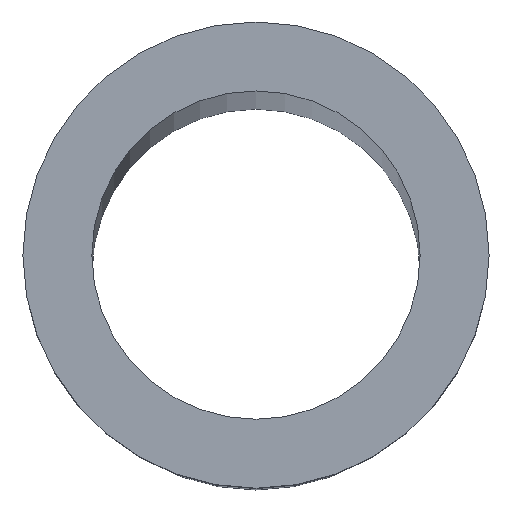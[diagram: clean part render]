
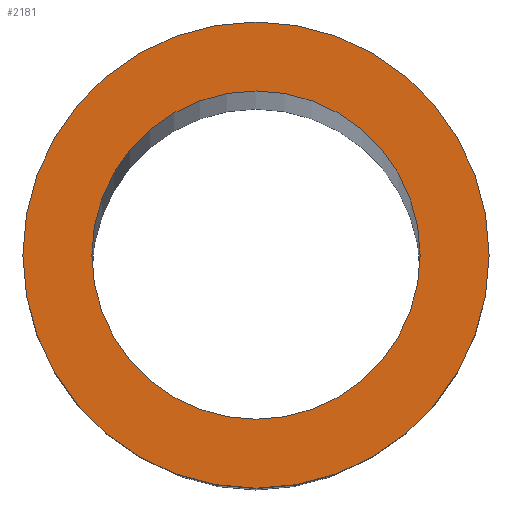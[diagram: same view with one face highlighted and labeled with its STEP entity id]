
A CAD part, top view. The second image highlights one B-rep face of the part: STEP entity #2181.
In plain terms, the highlighted planar face has unit normal (0, 0, 1).
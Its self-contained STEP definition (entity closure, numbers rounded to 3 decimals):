
#96 = CARTESIAN_POINT ( 'NONE',  ( 0., 0., 0. ) ) ;
#97 = DIRECTION ( 'NONE',  ( 0., 0., 1. ) ) ;
#98 = DIRECTION ( 'NONE',  ( 1., 0., 0. ) ) ;
#99 = CARTESIAN_POINT ( 'NONE',  ( 0., 0., 0. ) ) ;
#100 = DIRECTION ( 'NONE',  ( 0., 0., 1. ) ) ;
#101 = DIRECTION ( 'NONE',  ( 1., 0., 0. ) ) ;
#108 = CARTESIAN_POINT ( 'NONE',  ( 0., 0., 0. ) ) ;
#109 = DIRECTION ( 'NONE',  ( 0., 0., 1. ) ) ;
#110 = DIRECTION ( 'NONE',  ( 1., 0., 0. ) ) ;
#118 = CARTESIAN_POINT ( 'NONE',  ( 0., 0., 0. ) ) ;
#119 = DIRECTION ( 'NONE',  ( 0., 0., 1. ) ) ;
#120 = DIRECTION ( 'NONE',  ( 1., 0., 0. ) ) ;
#1101 = EDGE_CURVE ( 'NONE', #4092, #4093, #2723, .T. ) ;
#1102 = EDGE_CURVE ( 'NONE', #4088, #4089, #2720, .T. ) ;
#1105 = EDGE_CURVE ( 'NONE', #4089, #4088, #2726, .T. ) ;
#1109 = EDGE_CURVE ( 'NONE', #4093, #4092, #2732, .T. ) ;
#1513 = AXIS2_PLACEMENT_3D ( 'NONE', #96, #97, #98 ) ;
#1514 = AXIS2_PLACEMENT_3D ( 'NONE', #99, #100, #101 ) ;
#1516 = AXIS2_PLACEMENT_3D ( 'NONE', #108, #109, #110 ) ;
#1518 = AXIS2_PLACEMENT_3D ( 'NONE', #118, #119, #120 ) ;
#1626 = AXIS2_PLACEMENT_3D ( 'NONE', #4893, #4904, #4905 ) ;
#2181 = ADVANCED_FACE ( 'NONE', ( #3026, #3029 ), #4902, .F. ) ;
#2518 = EDGE_LOOP ( 'NONE', ( #4245, #4246 ) ) ;
#2550 = EDGE_LOOP ( 'NONE', ( #4247, #4248 ) ) ;
#2720 = CIRCLE ( 'NONE', #1514, 0.355 ) ;
#2723 = CIRCLE ( 'NONE', #1513, 0.25 ) ;
#2726 = CIRCLE ( 'NONE', #1516, 0.355 ) ;
#2732 = CIRCLE ( 'NONE', #1518, 0.25 ) ;
#3026 = FACE_BOUND ( 'NONE', #2518, .T. ) ;
#3029 = FACE_OUTER_BOUND ( 'NONE', #2550, .T. ) ;
#4088 = VERTEX_POINT ( 'NONE', #5361 ) ;
#4089 = VERTEX_POINT ( 'NONE', #5362 ) ;
#4092 = VERTEX_POINT ( 'NONE', #5365 ) ;
#4093 = VERTEX_POINT ( 'NONE', #5366 ) ;
#4245 = ORIENTED_EDGE ( 'NONE', *, *, #1101, .F. ) ;
#4246 = ORIENTED_EDGE ( 'NONE', *, *, #1109, .F. ) ;
#4247 = ORIENTED_EDGE ( 'NONE', *, *, #1105, .T. ) ;
#4248 = ORIENTED_EDGE ( 'NONE', *, *, #1102, .T. ) ;
#4893 = CARTESIAN_POINT ( 'NONE',  ( 0., 0.355, 0. ) ) ;
#4902 = PLANE ( 'NONE',  #1626 ) ;
#4904 = DIRECTION ( 'NONE',  ( 0., 0., -1. ) ) ;
#4905 = DIRECTION ( 'NONE',  ( -1., 0., 0. ) ) ;
#5361 = CARTESIAN_POINT ( 'NONE',  ( -0.355, 0., 0. ) ) ;
#5362 = CARTESIAN_POINT ( 'NONE',  ( 0.355, 0., 0. ) ) ;
#5365 = CARTESIAN_POINT ( 'NONE',  ( 0.25, 0., 0. ) ) ;
#5366 = CARTESIAN_POINT ( 'NONE',  ( -0.25, 0., 0. ) ) ;
